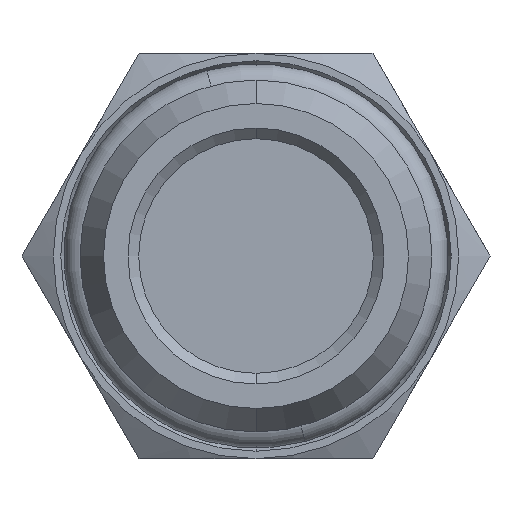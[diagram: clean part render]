
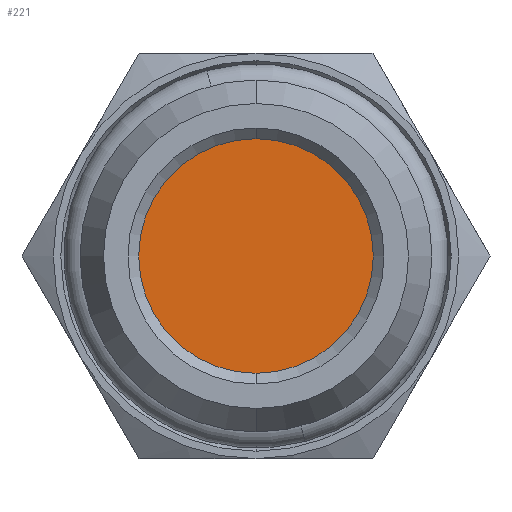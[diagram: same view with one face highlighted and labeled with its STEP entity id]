
A CAD part, front view. The second image highlights one B-rep face of the part: STEP entity #221.
In plain terms, the highlighted planar face has unit normal (0, -1, 0).
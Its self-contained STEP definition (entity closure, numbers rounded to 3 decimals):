
#1 = EDGE_LOOP ( 'NONE', ( #17871, #17872 ) ) ;
#221 = ADVANCED_FACE ( 'NONE', ( #17905 ), #12697, .T. ) ;
#1072 = VERTEX_POINT ( 'NONE', #19519 ) ;
#1096 = VERTEX_POINT ( 'NONE', #19539 ) ;
#8641 = AXIS2_PLACEMENT_3D ( 'NONE', #16563, #16564, #16565 ) ;
#12697 = PLANE ( 'NONE',  #19467 ) ;
#12705 = CARTESIAN_POINT ( 'NONE',  ( 0., 2.162, 0. ) ) ;
#12706 = DIRECTION ( 'NONE',  ( 0., -1., 0. ) ) ;
#12707 = DIRECTION ( 'NONE',  ( 0., 0., -1. ) ) ;
#12756 = EDGE_CURVE ( 'NONE', #1096, #1072, #17936, .T. ) ;
#16563 = CARTESIAN_POINT ( 'NONE',  ( 0., 2.162, 0. ) ) ;
#16564 = DIRECTION ( 'NONE',  ( 0., 1., 0. ) ) ;
#16565 = DIRECTION ( 'NONE',  ( 0., 0., -1. ) ) ;
#17609 = CARTESIAN_POINT ( 'NONE',  ( 0., 2.162, 0. ) ) ;
#17610 = DIRECTION ( 'NONE',  ( 0., 1., 0. ) ) ;
#17611 = DIRECTION ( 'NONE',  ( 0., 0., -1. ) ) ;
#17871 = ORIENTED_EDGE ( 'NONE', *, *, #12756, .F. ) ;
#17872 = ORIENTED_EDGE ( 'NONE', *, *, #19430, .F. ) ;
#17905 = FACE_OUTER_BOUND ( 'NONE', #1, .T. ) ;
#17936 = CIRCLE ( 'NONE', #19490, 5.5 ) ;
#19430 = EDGE_CURVE ( 'NONE', #1072, #1096, #20497, .T. ) ;
#19467 = AXIS2_PLACEMENT_3D ( 'NONE', #12705, #12706, #12707 ) ;
#19490 = AXIS2_PLACEMENT_3D ( 'NONE', #17609, #17610, #17611 ) ;
#19519 = CARTESIAN_POINT ( 'NONE',  ( 0., 2.162, 5.5 ) ) ;
#19539 = CARTESIAN_POINT ( 'NONE',  ( 0., 2.162, -5.5 ) ) ;
#20497 = CIRCLE ( 'NONE', #8641, 5.5 ) ;
